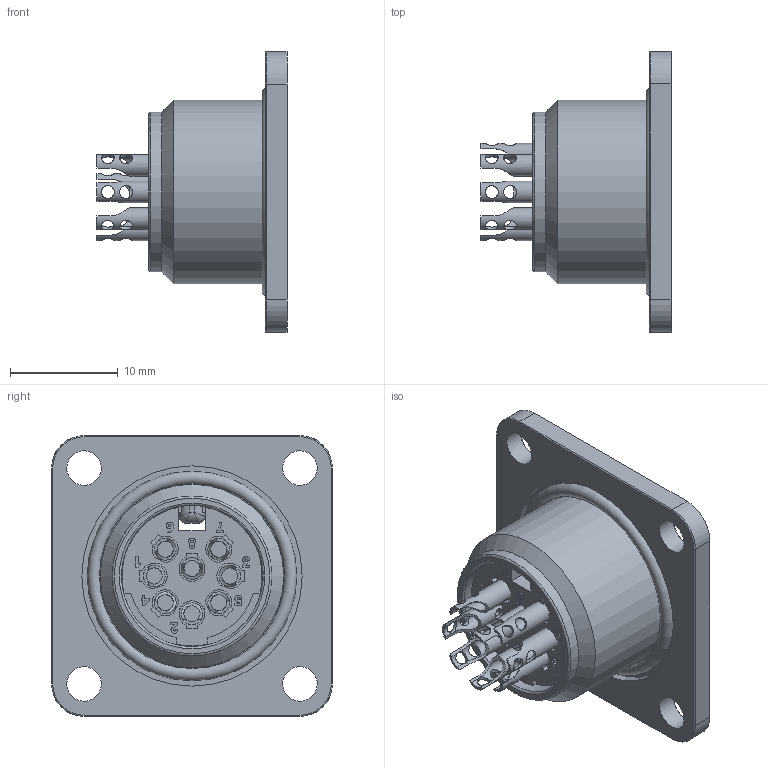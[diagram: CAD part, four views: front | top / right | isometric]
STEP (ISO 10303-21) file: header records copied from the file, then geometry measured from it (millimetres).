
FILE_DESCRIPTION(/* description */ (''),/* implementation_level */ '2;1');
FILE_NAME(/* name */ 'c091 31t008 100 2 unxc001-02.stp',/* time_stamp */ '2021-02-10T09:57:09+01:00',/* author */ (''),/* organization */ (''),/* preprocessor_version */ 'ST-DEVELOPER v16.7',/* originating_system */ 'SIEMENS PLM Software NX 12.0',/* authorisation */ '');
FILE_SCHEMA (('AUTOMOTIVE_DESIGN { 1 0 10303 214 3 1 1 1 }'));
Length unit declared in the file: millimetre
Products named in the file (1): c091 31t008 100 2 unxc001-02
Bounding box: 17.6 x 26 x 26 mm (x, y, z)
Volume: 2902.9 mm3; surface area: 3429.6 mm2
Topology: 1 solids, 1 shells, 359 faces, 1005 edges, 665 vertices
Faces by surface type: plane 205, cylinder 130, cone 15, bspline 8, torus 1
Full cylindrical faces by diameter (mm): 0.12 x1, 0.24 x2, 1 x8, 1.2 x16, 1.5 x8, 2 x8, 3.2 x4, 13.1 x1, 14.7 x1, 14.8 x1, 15.3 x1, 15.4 x1, 16.2 x1, 17 x1, 20.4 x1
Entity records: 13487 total; most frequent: CARTESIAN_POINT 3135, ORIENTED_EDGE 1816, DIRECTION 1703, EDGE_CURVE 908, VERTEX_POINT 649, AXIS2_PLACEMENT_3D 590, LINE 523, VECTOR 523
